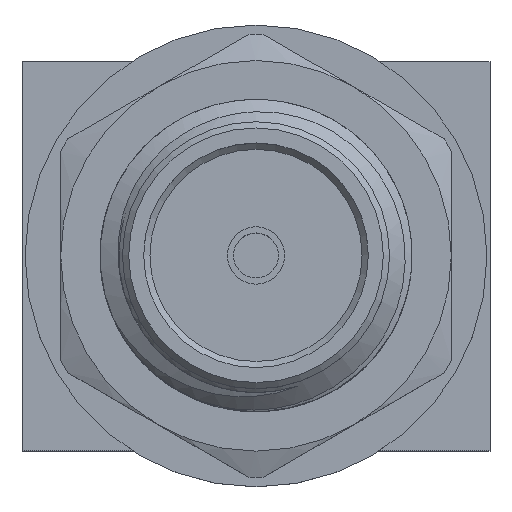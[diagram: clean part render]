
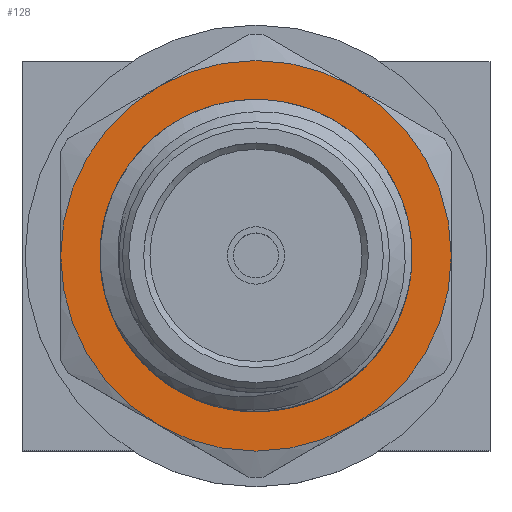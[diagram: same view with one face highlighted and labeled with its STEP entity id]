
A CAD part, top view. The second image highlights one B-rep face of the part: STEP entity #128.
In plain terms, the highlighted planar face has unit normal (0, 0, 1).
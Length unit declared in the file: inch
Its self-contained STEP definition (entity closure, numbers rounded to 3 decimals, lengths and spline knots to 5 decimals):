
#14 = CARTESIAN_POINT ( 'NONE',  ( 0., 0., 0.185 ) ) ;
#62 = DIRECTION ( 'NONE',  ( 0., 0., 1. ) ) ;
#83 = CARTESIAN_POINT ( 'NONE',  ( 0.04706, 0.11629, 0.185 ) ) ;
#128 = ADVANCED_FACE ( 'NONE', ( #5690, #8447 ), #2427, .T. ) ;
#234 = EDGE_CURVE ( 'NONE', #6474, #5886, #1150, .T. ) ;
#277 = DIRECTION ( 'NONE',  ( 0., 0., 1. ) ) ;
#602 = DIRECTION ( 'NONE',  ( 0., 0., -1. ) ) ;
#626 = CARTESIAN_POINT ( 'NONE',  ( -0.10787, 0.05485, 0.185 ) ) ;
#774 = CARTESIAN_POINT ( 'NONE',  ( 0.1565, 0., 0.185 ) ) ;
#886 = DIRECTION ( 'NONE',  ( 0., 0., 1. ) ) ;
#906 = EDGE_CURVE ( 'NONE', #6195, #4027, #4517, .T. ) ;
#927 = ORIENTED_EDGE ( 'NONE', *, *, #1789, .T. ) ;
#948 = VERTEX_POINT ( 'NONE', #5974 ) ;
#963 = B_SPLINE_CURVE_WITH_KNOTS ( 'NONE', 3,
 ( #626, #4084, #2080, #6197, #7064, #8955, #8271, #4822 ),
 .UNSPECIFIED., .F., .F.,
 ( 4, 2, 2, 4 ),
 ( 0., 0.25, 0.5, 1. ),
 .UNSPECIFIED. ) ;
#1092 = ORIENTED_EDGE ( 'NONE', *, *, #3527, .T. ) ;
#1150 = CIRCLE ( 'NONE', #7843, 0.1565 ) ;
#1156 = VERTEX_POINT ( 'NONE', #3439 ) ;
#1294 = EDGE_LOOP ( 'NONE', ( #5491, #5618, #927, #1092 ) ) ;
#1341 = VERTEX_POINT ( 'NONE', #4483 ) ;
#1404 = DIRECTION ( 'NONE',  ( 0.866, -0.5, 0. ) ) ;
#1520 = CARTESIAN_POINT ( 'NONE',  ( 0., 0., 0.185 ) ) ;
#1777 = DIRECTION ( 'NONE',  ( 0., 0., 1. ) ) ;
#1789 = EDGE_CURVE ( 'NONE', #5175, #1341, #2602, .T. ) ;
#1790 = CARTESIAN_POINT ( 'NONE',  ( 0., 0., 0.185 ) ) ;
#1976 = ORIENTED_EDGE ( 'NONE', *, *, #234, .T. ) ;
#2019 = CARTESIAN_POINT ( 'NONE',  ( 0.02715, 0.12202, 0.185 ) ) ;
#2080 = CARTESIAN_POINT ( 'NONE',  ( -0.10325, 0.06456, 0.185 ) ) ;
#2097 = DIRECTION ( 'NONE',  ( 0., 0., 1. ) ) ;
#2285 = DIRECTION ( 'NONE',  ( 0.866, -0.5, 0. ) ) ;
#2294 = EDGE_CURVE ( 'NONE', #4082, #1156, #3689, .T. ) ;
#2397 = CARTESIAN_POINT ( 'NONE',  ( -0.07825, 0.13553, 0.185 ) ) ;
#2427 = PLANE ( 'NONE',  #8268 ) ;
#2602 = CIRCLE ( 'NONE', #3778, 0.12102 ) ;
#2710 = CARTESIAN_POINT ( 'NONE',  ( -0.07825, -0.13553, 0.185 ) ) ;
#2756 = CARTESIAN_POINT ( 'NONE',  ( 0., 0., 0.185 ) ) ;
#3085 = AXIS2_PLACEMENT_3D ( 'NONE', #3657, #62, #7083 ) ;
#3439 = CARTESIAN_POINT ( 'NONE',  ( -0.1565, 0., 0.185 ) ) ;
#3527 = EDGE_CURVE ( 'NONE', #1341, #948, #963, .T. ) ;
#3604 = AXIS2_PLACEMENT_3D ( 'NONE', #2756, #8311, #1404 ) ;
#3657 = CARTESIAN_POINT ( 'NONE',  ( 0., 0., 0.185 ) ) ;
#3689 = CIRCLE ( 'NONE', #6164, 0.1565 ) ;
#3778 = AXIS2_PLACEMENT_3D ( 'NONE', #8887, #602, #8933 ) ;
#3814 = AXIS2_PLACEMENT_3D ( 'NONE', #1520, #4290, #8480 ) ;
#3840 = DIRECTION ( 'NONE',  ( 0., 0., 1. ) ) ;
#4027 = VERTEX_POINT ( 'NONE', #5837 ) ;
#4082 = VERTEX_POINT ( 'NONE', #2397 ) ;
#4084 = CARTESIAN_POINT ( 'NONE',  ( -0.10572, 0.05978, 0.185 ) ) ;
#4223 = CARTESIAN_POINT ( 'NONE',  ( 0.02715, 0.12202, 0.185 ) ) ;
#4290 = DIRECTION ( 'NONE',  ( 0., 0., 1. ) ) ;
#4299 = CARTESIAN_POINT ( 'NONE',  ( 0., 0., 0.185 ) ) ;
#4326 = EDGE_CURVE ( 'NONE', #4524, #5175, #8665, .T. ) ;
#4379 = CARTESIAN_POINT ( 'NONE',  ( 0.07995, 0.09085, 0.185 ) ) ;
#4395 = CIRCLE ( 'NONE', #6724, 0.1565 ) ;
#4483 = CARTESIAN_POINT ( 'NONE',  ( -0.10787, 0.05485, 0.185 ) ) ;
#4517 = CIRCLE ( 'NONE', #6854, 0.1565 ) ;
#4524 = VERTEX_POINT ( 'NONE', #2019 ) ;
#4641 = DIRECTION ( 'NONE',  ( 0.866, -0.5, 0. ) ) ;
#4822 = CARTESIAN_POINT ( 'NONE',  ( -0.06783, 0.10499, 0.185 ) ) ;
#5133 = CIRCLE ( 'NONE', #3814, 0.125 ) ;
#5175 = VERTEX_POINT ( 'NONE', #4379 ) ;
#5491 = ORIENTED_EDGE ( 'NONE', *, *, #8467, .F. ) ;
#5618 = ORIENTED_EDGE ( 'NONE', *, *, #4326, .T. ) ;
#5690 = FACE_BOUND ( 'NONE', #1294, .T. ) ;
#5702 = ORIENTED_EDGE ( 'NONE', *, *, #7151, .T. ) ;
#5799 = CIRCLE ( 'NONE', #3604, 0.1565 ) ;
#5837 = CARTESIAN_POINT ( 'NONE',  ( 0.07825, 0.13553, 0.185 ) ) ;
#5886 = VERTEX_POINT ( 'NONE', #8572 ) ;
#5974 = CARTESIAN_POINT ( 'NONE',  ( -0.06783, 0.10499, 0.185 ) ) ;
#6064 = CARTESIAN_POINT ( 'NONE',  ( 0., 0., 0.185 ) ) ;
#6164 = AXIS2_PLACEMENT_3D ( 'NONE', #6064, #1777, #4641 ) ;
#6191 = CARTESIAN_POINT ( 'NONE',  ( 0.07995, 0.09085, 0.185 ) ) ;
#6195 = VERTEX_POINT ( 'NONE', #774 ) ;
#6197 = CARTESIAN_POINT ( 'NONE',  ( -0.09766, 0.07379, 0.185 ) ) ;
#6242 = ORIENTED_EDGE ( 'NONE', *, *, #8351, .T. ) ;
#6474 = VERTEX_POINT ( 'NONE', #2710 ) ;
#6510 = EDGE_CURVE ( 'NONE', #1156, #6474, #5799, .T. ) ;
#6588 = ORIENTED_EDGE ( 'NONE', *, *, #2294, .T. ) ;
#6589 = CIRCLE ( 'NONE', #3085, 0.1565 ) ;
#6724 = AXIS2_PLACEMENT_3D ( 'NONE', #14, #2097, #7618 ) ;
#6854 = AXIS2_PLACEMENT_3D ( 'NONE', #7419, #277, #7373 ) ;
#6959 = CARTESIAN_POINT ( 'NONE',  ( 0.06524, 0.10559, 0.185 ) ) ;
#7064 = CARTESIAN_POINT ( 'NONE',  ( -0.09449, 0.07832, 0.185 ) ) ;
#7083 = DIRECTION ( 'NONE',  ( 0.866, -0.5, 0. ) ) ;
#7151 = EDGE_CURVE ( 'NONE', #5886, #6195, #4395, .T. ) ;
#7187 = ORIENTED_EDGE ( 'NONE', *, *, #906, .T. ) ;
#7354 = DIRECTION ( 'NONE',  ( 1., 0., 0. ) ) ;
#7373 = DIRECTION ( 'NONE',  ( 0.866, -0.5, 0. ) ) ;
#7419 = CARTESIAN_POINT ( 'NONE',  ( 0., 0., 0.185 ) ) ;
#7618 = DIRECTION ( 'NONE',  ( 0.866, -0.5, 0. ) ) ;
#7825 = ORIENTED_EDGE ( 'NONE', *, *, #6510, .T. ) ;
#7843 = AXIS2_PLACEMENT_3D ( 'NONE', #4299, #886, #2285 ) ;
#8268 = AXIS2_PLACEMENT_3D ( 'NONE', #1790, #3840, #7354 ) ;
#8271 = CARTESIAN_POINT ( 'NONE',  ( -0.07658, 0.09852, 0.185 ) ) ;
#8311 = DIRECTION ( 'NONE',  ( 0., 0., 1. ) ) ;
#8351 = EDGE_CURVE ( 'NONE', #4027, #4082, #6589, .T. ) ;
#8447 = FACE_OUTER_BOUND ( 'NONE', #8902, .T. ) ;
#8467 = EDGE_CURVE ( 'NONE', #4524, #948, #5133, .T. ) ;
#8480 = DIRECTION ( 'NONE',  ( 0.866, -0.5, 0. ) ) ;
#8572 = CARTESIAN_POINT ( 'NONE',  ( 0.07825, -0.13553, 0.185 ) ) ;
#8665 = B_SPLINE_CURVE_WITH_KNOTS ( 'NONE', 3,
 ( #4223, #83, #6959, #6191 ),
 .UNSPECIFIED., .F., .F.,
 ( 4, 4 ),
 ( 0., 1. ),
 .UNSPECIFIED. ) ;
#8887 = CARTESIAN_POINT ( 'NONE',  ( 0., 0., 0.185 ) ) ;
#8902 = EDGE_LOOP ( 'NONE', ( #5702, #7187, #6242, #6588, #7825, #1976 ) ) ;
#8933 = DIRECTION ( 'NONE',  ( 0.866, -0.5, 0. ) ) ;
#8955 = CARTESIAN_POINT ( 'NONE',  ( -0.08433, 0.09104, 0.185 ) ) ;
